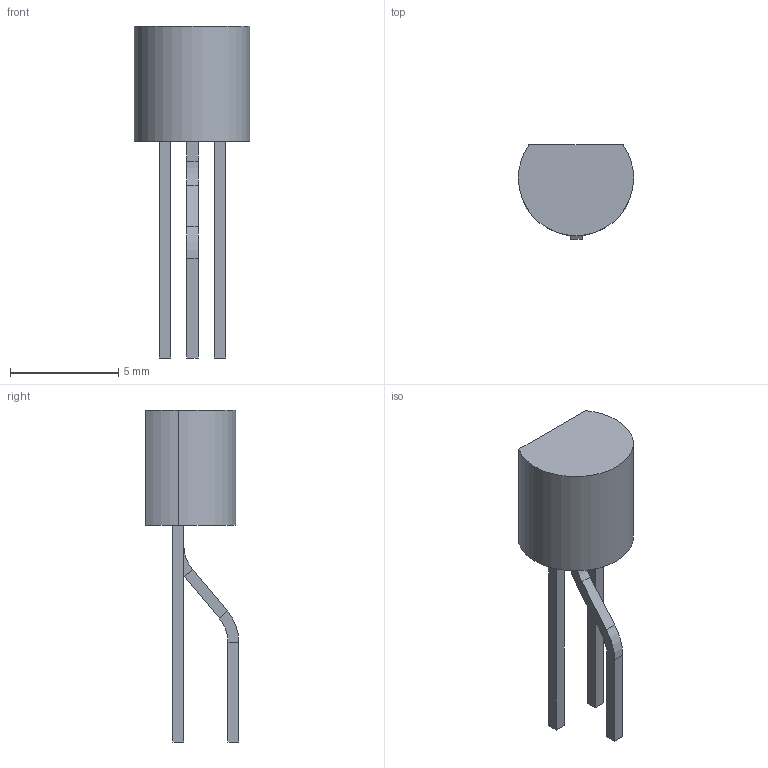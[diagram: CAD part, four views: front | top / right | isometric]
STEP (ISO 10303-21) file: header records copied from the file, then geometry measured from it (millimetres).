
FILE_DESCRIPTION (( 'STEP AP214' ), '1' );
FILE_NAME ('User Library-TO-92-3-1.STEP', '2021-01-16T05:08:05', ( '' ), ( '' ), 'SwSTEP 2.0', 'SolidWorks 2020', '' );
FILE_SCHEMA (( 'AUTOMOTIVE_DESIGN' ));
Length unit declared in the file: millimetre
Products named in the file (1): User Library-TO-92-3-1
Bounding box: 5.32 x 4.32 x 15.33 mm (x, y, z)
Volume: 108.4 mm3; surface area: 186.7 mm2
Topology: 1 solids, 1 shells, 37 faces, 80 edges, 48 vertices
Faces by surface type: plane 30, cylinder 7
Entity records: 1421 total; most frequent: DIRECTION 170, CARTESIAN_POINT 166, ORIENTED_EDGE 160, EDGE_CURVE 80, VECTOR 66, LINE 66, AXIS2_PLACEMENT_3D 52, VERTEX_POINT 48
